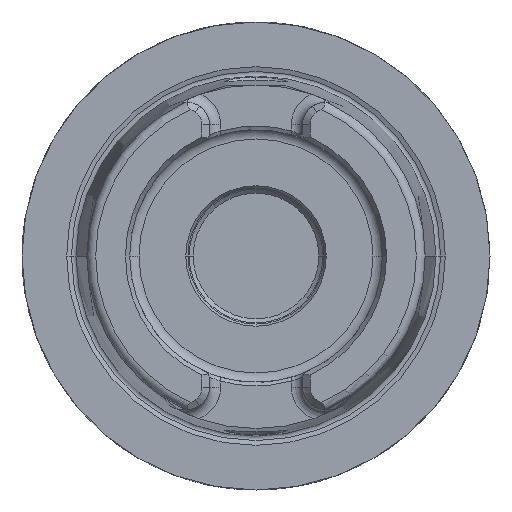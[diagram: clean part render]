
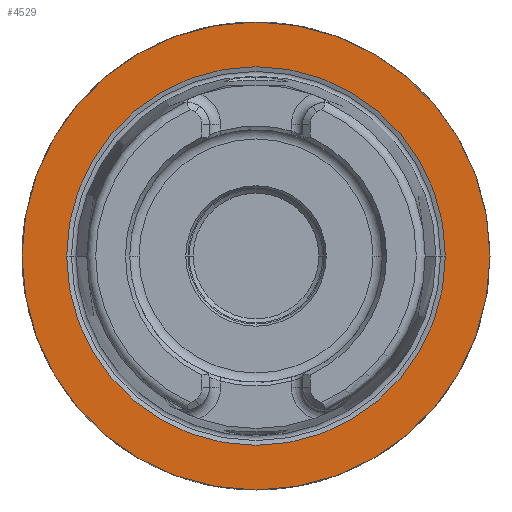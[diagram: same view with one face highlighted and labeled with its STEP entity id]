
A CAD part, left-side view. The second image highlights one B-rep face of the part: STEP entity #4529.
In plain terms, the highlighted planar face has unit normal (-1, 0, 0).
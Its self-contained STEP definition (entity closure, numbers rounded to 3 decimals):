
#1068=CARTESIAN_POINT('',(0.,0.,0.));
#1069=DIRECTION('',(1.,0.,0.));
#1070=DIRECTION('',(0.,1.,0.));
#1071=AXIS2_PLACEMENT_3D('',#1068,#1069,#1070);
#1073=CARTESIAN_POINT('',(0.,0.,0.));
#1074=DIRECTION('',(-1.,0.,0.));
#1075=DIRECTION('',(0.,1.,0.));
#1076=AXIS2_PLACEMENT_3D('',#1073,#1074,#1075);
#1078=CARTESIAN_POINT('',(0.,0.,0.));
#1079=DIRECTION('',(-1.,0.,0.));
#1080=DIRECTION('',(0.,-1.,0.));
#1081=AXIS2_PLACEMENT_3D('',#1078,#1079,#1080);
#1083=CARTESIAN_POINT('',(0.,0.,0.));
#1084=DIRECTION('',(-1.,0.,0.));
#1085=DIRECTION('',(0.,1.,0.));
#1086=AXIS2_PLACEMENT_3D('',#1083,#1084,#1085);
#2782=CARTESIAN_POINT('',(0.,31.5,0.));
#2783=CARTESIAN_POINT('',(0.,-31.5,0.));
#2784=VERTEX_POINT('',#2782);
#2785=VERTEX_POINT('',#2783);
#2810=CARTESIAN_POINT('',(0.,-25.49,0.));
#2811=VERTEX_POINT('',#2810);
#2812=CARTESIAN_POINT('',(0.,25.49,0.));
#2813=VERTEX_POINT('',#2812);
#4514=CARTESIAN_POINT('',(0.,0.,0.));
#4515=DIRECTION('',(1.,0.,0.));
#4516=DIRECTION('',(0.,-1.,0.));
#4517=AXIS2_PLACEMENT_3D('',#4514,#4515,#4516);
#4518=PLANE('',#4517);
#4520=ORIENTED_EDGE('',*,*,#4519,.T.);
#4522=ORIENTED_EDGE('',*,*,#4521,.F.);
#4523=EDGE_LOOP('',(#4520,#4522));
#4524=FACE_OUTER_BOUND('',#4523,.F.);
#4525=ORIENTED_EDGE('',*,*,#4509,.T.);
#4526=ORIENTED_EDGE('',*,*,#4493,.T.);
#4527=EDGE_LOOP('',(#4525,#4526));
#4528=FACE_BOUND('',#4527,.F.);
#4529=ADVANCED_FACE('',(#4524,#4528),#4518,.F.);
#1072=CIRCLE('',#1071,31.5);
#1077=CIRCLE('',#1076,31.5);
#1082=CIRCLE('',#1081,25.49);
#1087=CIRCLE('',#1086,25.49);
#4493=EDGE_CURVE('',#2813,#2811,#1087,.T.);
#4509=EDGE_CURVE('',#2811,#2813,#1082,.T.);
#4519=EDGE_CURVE('',#2784,#2785,#1072,.T.);
#4521=EDGE_CURVE('',#2784,#2785,#1077,.T.);
